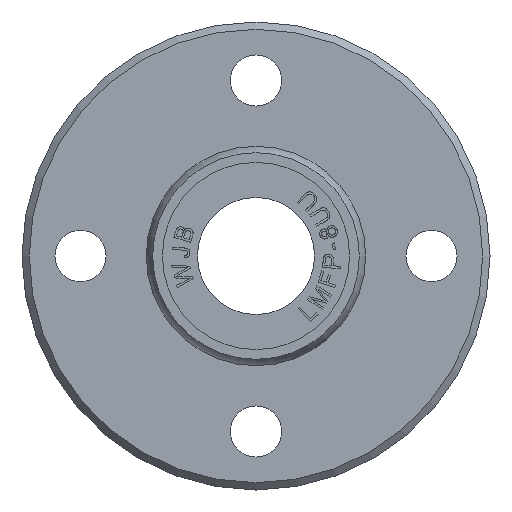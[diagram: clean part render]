
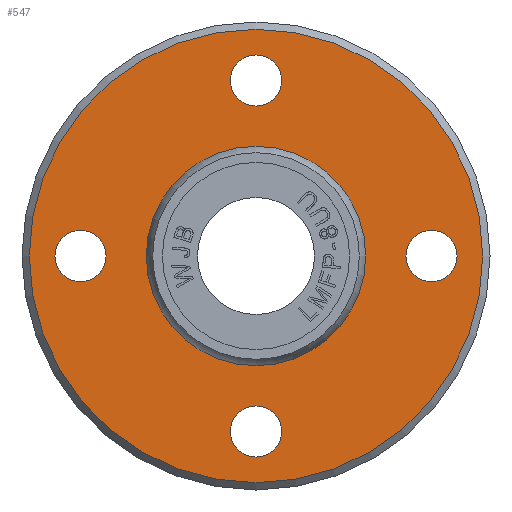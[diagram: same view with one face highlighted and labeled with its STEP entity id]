
A CAD part, left-side view. The second image highlights one B-rep face of the part: STEP entity #547.
In plain terms, the highlighted planar face has unit normal (-1, 0, 0).
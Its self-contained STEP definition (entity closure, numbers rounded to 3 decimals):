
#547=ADVANCED_FACE('',(#1206,#1207,#1208,#1209,#1210,#1211),#883,.T.);
#883=PLANE('',#6114);
#1111=CIRCLE('',#6105,15.5);
#1113=CIRCLE('',#6109,7.309);
#1114=CIRCLE('',#6110,1.75);
#1115=CIRCLE('',#6111,1.75);
#1116=CIRCLE('',#6112,1.75);
#1117=CIRCLE('',#6113,1.75);
#1206=FACE_BOUND('',#1331,.T.);
#1207=FACE_BOUND('',#1332,.T.);
#1208=FACE_BOUND('',#1333,.T.);
#1209=FACE_BOUND('',#1334,.T.);
#1210=FACE_BOUND('',#1335,.T.);
#1211=FACE_BOUND('',#1336,.T.);
#1331=EDGE_LOOP('',(#2350));
#1332=EDGE_LOOP('',(#2351));
#1333=EDGE_LOOP('',(#2352));
#1334=EDGE_LOOP('',(#2353));
#1335=EDGE_LOOP('',(#2354));
#1336=EDGE_LOOP('',(#2355));
#2350=ORIENTED_EDGE('',*,*,#4537,.F.);
#2351=ORIENTED_EDGE('',*,*,#4539,.F.);
#2352=ORIENTED_EDGE('',*,*,#4540,.T.);
#2353=ORIENTED_EDGE('',*,*,#4541,.T.);
#2354=ORIENTED_EDGE('',*,*,#4542,.T.);
#2355=ORIENTED_EDGE('',*,*,#4543,.T.);
#3981=VERTEX_POINT('',#8942);
#3983=VERTEX_POINT('',#8948);
#3984=VERTEX_POINT('',#8950);
#3985=VERTEX_POINT('',#8952);
#3986=VERTEX_POINT('',#8954);
#3987=VERTEX_POINT('',#8956);
#4537=EDGE_CURVE('',#3981,#3981,#1111,.T.);
#4539=EDGE_CURVE('',#3983,#3983,#1113,.T.);
#4540=EDGE_CURVE('',#3984,#3984,#1114,.T.);
#4541=EDGE_CURVE('',#3985,#3985,#1115,.T.);
#4542=EDGE_CURVE('',#3986,#3986,#1116,.T.);
#4543=EDGE_CURVE('',#3987,#3987,#1117,.T.);
#6105=AXIS2_PLACEMENT_3D('',#8941,#6598,#6599);
#6109=AXIS2_PLACEMENT_3D('',#8947,#6606,#6607);
#6110=AXIS2_PLACEMENT_3D('',#8949,#6608,#6609);
#6111=AXIS2_PLACEMENT_3D('',#8951,#6610,#6611);
#6112=AXIS2_PLACEMENT_3D('',#8953,#6612,#6613);
#6113=AXIS2_PLACEMENT_3D('',#8955,#6614,#6615);
#6114=AXIS2_PLACEMENT_3D('',#8957,#6616,#6617);
#6598=DIRECTION('',(1.,0.,0.));
#6599=DIRECTION('',(0.,0.,-1.));
#6606=DIRECTION('',(-1.,0.,0.));
#6607=DIRECTION('',(0.,0.,1.));
#6608=DIRECTION('',(1.,0.,0.));
#6609=DIRECTION('',(0.,1.,0.));
#6610=DIRECTION('',(1.,0.,0.));
#6611=DIRECTION('',(0.,1.,0.));
#6612=DIRECTION('',(1.,0.,0.));
#6613=DIRECTION('',(0.,1.,0.));
#6614=DIRECTION('',(1.,0.,0.));
#6615=DIRECTION('',(0.,1.,0.));
#6616=DIRECTION('',(-1.,0.,0.));
#6617=DIRECTION('',(0.,0.,1.));
#8941=CARTESIAN_POINT('',(5.,0.,0.));
#8942=CARTESIAN_POINT('',(5.,0.,15.5));
#8947=CARTESIAN_POINT('',(5.,0.,0.));
#8948=CARTESIAN_POINT('',(5.,0.,7.309));
#8949=CARTESIAN_POINT('',(5.,12.,0.));
#8950=CARTESIAN_POINT('',(5.,10.25,0.));
#8951=CARTESIAN_POINT('',(5.,-12.,0.));
#8952=CARTESIAN_POINT('',(5.,-13.75,0.));
#8953=CARTESIAN_POINT('',(5.,0.,12.));
#8954=CARTESIAN_POINT('',(5.,-1.75,12.));
#8955=CARTESIAN_POINT('',(5.,0.,-12.));
#8956=CARTESIAN_POINT('',(5.,-1.75,-12.));
#8957=CARTESIAN_POINT('',(5.,0.,11.655));
